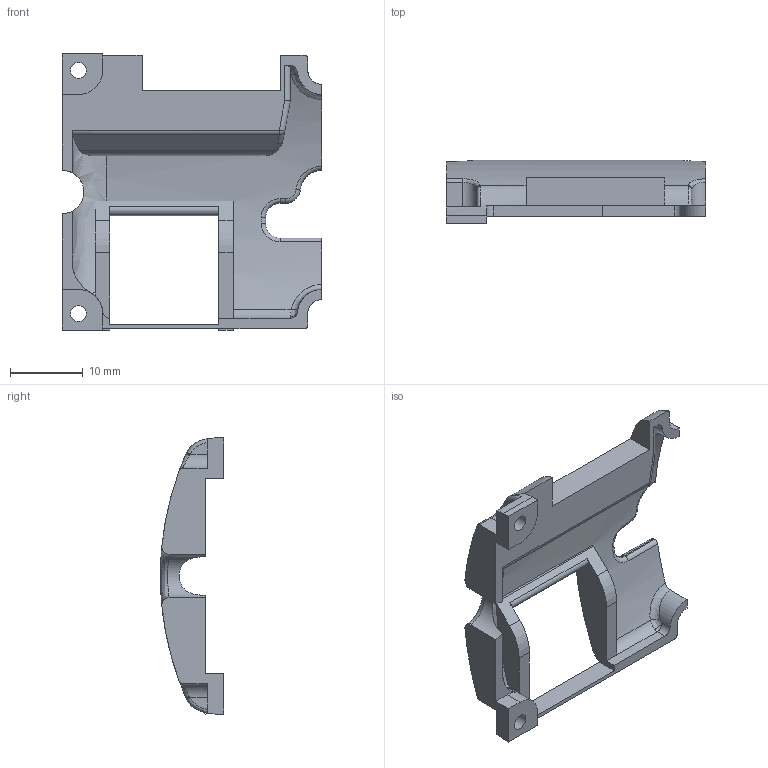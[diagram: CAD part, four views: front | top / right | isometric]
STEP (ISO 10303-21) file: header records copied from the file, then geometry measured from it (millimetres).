
FILE_DESCRIPTION(/* description */ (''),/* implementation_level */ '2;1');
FILE_NAME(/* name */ 'Camera Rear Cover v7.step',/* time_stamp */ '2017-04-28T14:06:18-07:00',/* author */ (''),/* organization */ (''),/* preprocessor_version */ 'ST-DEVELOPER v16.13',/* originating_system */ 'Autodesk Translation Framework v6.1.1.50',/* authorisation */ '');
FILE_SCHEMA (('AUTOMOTIVE_DESIGN { 1 0 10303 214 3 1 1 }'));
Length unit declared in the file: millimetre
Products named in the file (1): Camera Rear Cover v7
Bounding box: 35.75 x 8.7 x 38 mm (x, y, z)
Volume: 2763 mm3; surface area: 3021.5 mm2
Topology: 1 solids, 1 shells, 132 faces, 359 edges, 226 vertices
Faces by surface type: plane 53, bspline 40, cylinder 36, torus 2, sphere 1
Full cylindrical faces by diameter (mm): 2.2 x2
Entity records: 5447 total; most frequent: CARTESIAN_POINT 2292, ORIENTED_EDGE 712, DIRECTION 574, EDGE_CURVE 356, VERTEX_POINT 226, AXIS2_PLACEMENT_3D 204, LINE 166, VECTOR 166
